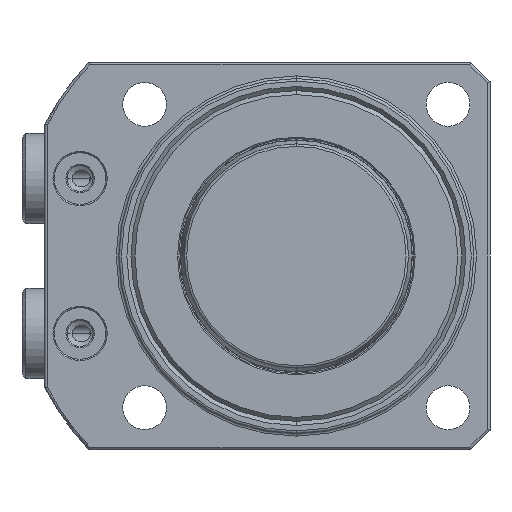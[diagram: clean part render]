
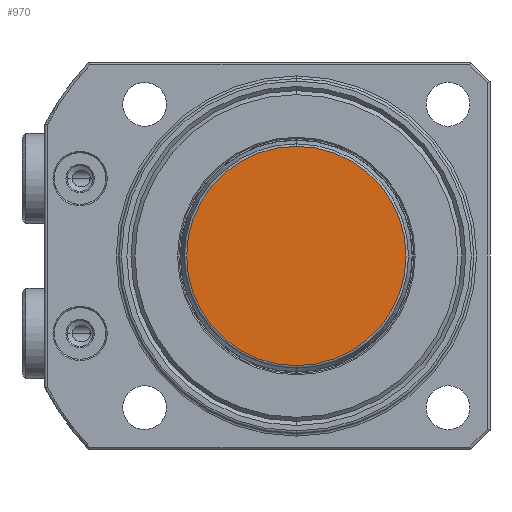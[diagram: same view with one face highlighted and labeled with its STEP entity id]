
A CAD part, front view. The second image highlights one B-rep face of the part: STEP entity #970.
In plain terms, the highlighted planar face has unit normal (0, -1, 0).
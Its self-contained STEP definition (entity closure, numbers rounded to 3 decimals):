
#330 = AXIS2_PLACEMENT_3D ( 'NONE', #7007, #7008, #7009 ) ;
#347 = AXIS2_PLACEMENT_3D ( 'NONE', #7043, #7044, #7045 ) ;
#970 = ADVANCED_FACE ( 'NONE', ( #3498 ), #6055, .F. ) ;
#2049 = CARTESIAN_POINT ( 'NONE',  ( 0., -2., 16.992 ) ) ;
#2050 = CARTESIAN_POINT ( 'NONE',  ( 0., -2., -16.992 ) ) ;
#2824 = ORIENTED_EDGE ( 'NONE', *, *, #8049, .T. ) ;
#2826 = ORIENTED_EDGE ( 'NONE', *, *, #8061, .T. ) ;
#3043 = VERTEX_POINT ( 'NONE', #2049 ) ;
#3044 = VERTEX_POINT ( 'NONE', #2050 ) ;
#3491 = AXIS2_PLACEMENT_3D ( 'NONE', #6056, #6057, #6058 ) ;
#3498 = FACE_OUTER_BOUND ( 'NONE', #4705, .T. ) ;
#4705 = EDGE_LOOP ( 'NONE', ( #2826, #2824 ) ) ;
#6055 = PLANE ( 'NONE',  #3491 ) ;
#6056 = CARTESIAN_POINT ( 'NONE',  ( 17.272, -2., 0. ) ) ;
#6057 = DIRECTION ( 'NONE',  ( 0., 1., 0. ) ) ;
#6058 = DIRECTION ( 'NONE',  ( 0., 0., 1. ) ) ;
#7007 = CARTESIAN_POINT ( 'NONE',  ( 0., -2., 0. ) ) ;
#7008 = DIRECTION ( 'NONE',  ( 0., -1., 0. ) ) ;
#7009 = DIRECTION ( 'NONE',  ( 0., 0., 1. ) ) ;
#7043 = CARTESIAN_POINT ( 'NONE',  ( 0., -2., 0. ) ) ;
#7044 = DIRECTION ( 'NONE',  ( 0., -1., 0. ) ) ;
#7045 = DIRECTION ( 'NONE',  ( 0., 0., 1. ) ) ;
#7441 = CIRCLE ( 'NONE', #347, 16.992 ) ;
#7451 = CIRCLE ( 'NONE', #330, 16.992 ) ;
#8049 = EDGE_CURVE ( 'NONE', #3044, #3043, #7451, .T. ) ;
#8061 = EDGE_CURVE ( 'NONE', #3043, #3044, #7441, .T. ) ;
